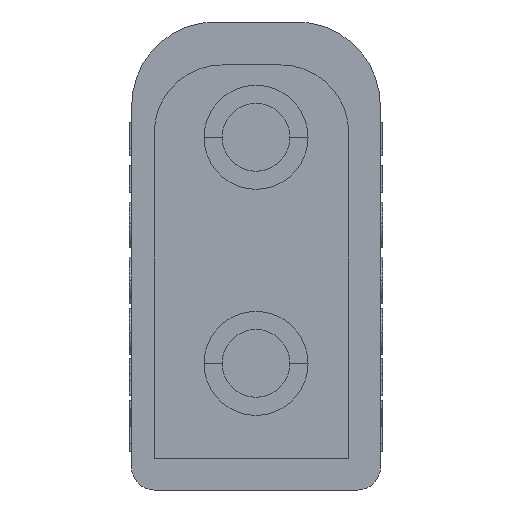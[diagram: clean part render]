
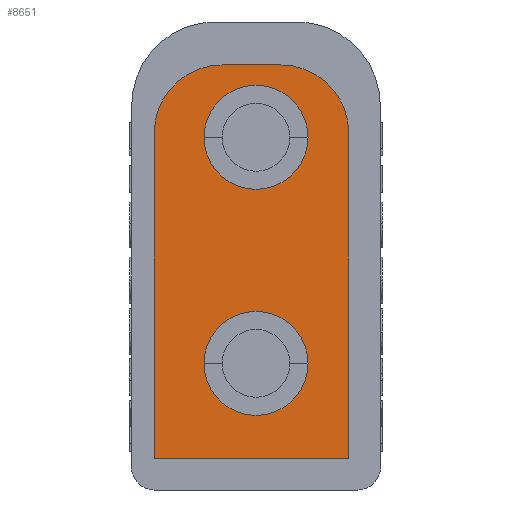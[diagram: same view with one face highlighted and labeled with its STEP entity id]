
A CAD part, front view. The second image highlights one B-rep face of the part: STEP entity #8651.
In plain terms, the highlighted planar face has unit normal (0, -1, 0).
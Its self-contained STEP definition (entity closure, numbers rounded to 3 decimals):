
#500 = EDGE_CURVE ( 'NONE', #7933, #7259, #8675, .T. ) ;
#723 = VERTEX_POINT ( 'NONE', #3582 ) ;
#792 = DIRECTION ( 'NONE',  ( 0., 0., 1. ) ) ;
#804 = EDGE_LOOP ( 'NONE', ( #10411, #5132 ) ) ;
#1057 = AXIS2_PLACEMENT_3D ( 'NONE', #8386, #5894, #792 ) ;
#1194 = EDGE_LOOP ( 'NONE', ( #3268, #9238, #8960, #10637, #3530, #4846 ) ) ;
#1205 = VERTEX_POINT ( 'NONE', #8044 ) ;
#1392 = CARTESIAN_POINT ( 'NONE',  ( 1.85, 1., -0.8 ) ) ;
#1437 = CARTESIAN_POINT ( 'NONE',  ( 3.15, 1., -2.3 ) ) ;
#1493 = CARTESIAN_POINT ( 'NONE',  ( 1.85, 1., -0.8 ) ) ;
#1540 = VECTOR ( 'NONE', #6713, 1000. ) ;
#2117 = DIRECTION ( 'NONE',  ( 0., 0., 1. ) ) ;
#2174 = EDGE_CURVE ( 'NONE', #7259, #7933, #7644, .T. ) ;
#2212 = DIRECTION ( 'NONE',  ( 0., -1., 0. ) ) ;
#2516 = DIRECTION ( 'NONE',  ( 0., 1., 0. ) ) ;
#2957 = CARTESIAN_POINT ( 'NONE',  ( 2.6, 1., -8.55 ) ) ;
#2998 = ORIENTED_EDGE ( 'NONE', *, *, #500, .T. ) ;
#3268 = ORIENTED_EDGE ( 'NONE', *, *, #6760, .T. ) ;
#3429 = LINE ( 'NONE', #4989, #1540 ) ;
#3530 = ORIENTED_EDGE ( 'NONE', *, *, #10882, .T. ) ;
#3582 = CARTESIAN_POINT ( 'NONE',  ( 2.6, 1., -3.55 ) ) ;
#3677 = AXIS2_PLACEMENT_3D ( 'NONE', #5727, #9383, #7729 ) ;
#3708 = CARTESIAN_POINT ( 'NONE',  ( 0.35, 1., -9.5 ) ) ;
#3776 = CARTESIAN_POINT ( 'NONE',  ( 2.6, 1., -2.4 ) ) ;
#4114 = CARTESIAN_POINT ( 'NONE',  ( 2.6, 1., -7.4 ) ) ;
#4465 = CARTESIAN_POINT ( 'NONE',  ( 0.35, 1., -2.3 ) ) ;
#4625 = VECTOR ( 'NONE', #9469, 1000. ) ;
#4846 = ORIENTED_EDGE ( 'NONE', *, *, #8318, .T. ) ;
#4930 = CARTESIAN_POINT ( 'NONE',  ( 4.65, 1., -9.5 ) ) ;
#4966 = VECTOR ( 'NONE', #10627, 1000. ) ;
#4989 = CARTESIAN_POINT ( 'NONE',  ( 4.65, 1., -9.5 ) ) ;
#5036 = CARTESIAN_POINT ( 'NONE',  ( 2.6, 1., -7.4 ) ) ;
#5132 = ORIENTED_EDGE ( 'NONE', *, *, #9593, .T. ) ;
#5187 = ORIENTED_EDGE ( 'NONE', *, *, #2174, .T. ) ;
#5500 = LINE ( 'NONE', #1493, #10914 ) ;
#5507 = AXIS2_PLACEMENT_3D ( 'NONE', #3776, #10531, #2117 ) ;
#5727 = CARTESIAN_POINT ( 'NONE',  ( 1.85, 1., -2.3 ) ) ;
#5829 = FACE_BOUND ( 'NONE', #804, .T. ) ;
#5894 = DIRECTION ( 'NONE',  ( 0., 1., 0. ) ) ;
#5948 = FACE_OUTER_BOUND ( 'NONE', #1194, .T. ) ;
#6208 = LINE ( 'NONE', #10455, #4625 ) ;
#6419 = CARTESIAN_POINT ( 'NONE',  ( 4.65, 1., -2.3 ) ) ;
#6458 = CARTESIAN_POINT ( 'NONE',  ( 3.15, 1., -0.8 ) ) ;
#6553 = EDGE_CURVE ( 'NONE', #1205, #723, #10286, .T. ) ;
#6669 = PLANE ( 'NONE',  #7612 ) ;
#6713 = DIRECTION ( 'NONE',  ( 0., 0., 1. ) ) ;
#6760 = EDGE_CURVE ( 'NONE', #8990, #6844, #6208, .T. ) ;
#6817 = DIRECTION ( 'NONE',  ( 0., 1., 0. ) ) ;
#6844 = VERTEX_POINT ( 'NONE', #9893 ) ;
#6862 = VERTEX_POINT ( 'NONE', #6419 ) ;
#7188 = VERTEX_POINT ( 'NONE', #6458 ) ;
#7259 = VERTEX_POINT ( 'NONE', #2957 ) ;
#7322 = DIRECTION ( 'NONE',  ( 0., 0., 1. ) ) ;
#7611 = DIRECTION ( 'NONE',  ( 0., 0., 1. ) ) ;
#7612 = AXIS2_PLACEMENT_3D ( 'NONE', #8438, #9315, #7611 ) ;
#7620 = EDGE_CURVE ( 'NONE', #6844, #7693, #10408, .T. ) ;
#7644 = CIRCLE ( 'NONE', #10763, 1.15 ) ;
#7693 = VERTEX_POINT ( 'NONE', #4930 ) ;
#7699 = EDGE_CURVE ( 'NONE', #6862, #7188, #9564, .T. ) ;
#7729 = DIRECTION ( 'NONE',  ( 0., 0., 1. ) ) ;
#7933 = VERTEX_POINT ( 'NONE', #10773 ) ;
#8002 = DIRECTION ( 'NONE',  ( -1., 0., 0. ) ) ;
#8044 = CARTESIAN_POINT ( 'NONE',  ( 2.6, 1., -1.25 ) ) ;
#8251 = VERTEX_POINT ( 'NONE', #1392 ) ;
#8292 = CIRCLE ( 'NONE', #3677, 1.5 ) ;
#8318 = EDGE_CURVE ( 'NONE', #8251, #8990, #8292, .T. ) ;
#8386 = CARTESIAN_POINT ( 'NONE',  ( 2.6, 1., -2.4 ) ) ;
#8423 = DIRECTION ( 'NONE',  ( 0., 0., 1. ) ) ;
#8438 = CARTESIAN_POINT ( 'NONE',  ( 1.85, 1., -2.3 ) ) ;
#8651 = ADVANCED_FACE ( 'NONE', ( #9150, #5829, #5948 ), #6669, .F. ) ;
#8675 = CIRCLE ( 'NONE', #10595, 1.15 ) ;
#8960 = ORIENTED_EDGE ( 'NONE', *, *, #10921, .T. ) ;
#8990 = VERTEX_POINT ( 'NONE', #4465 ) ;
#9103 = DIRECTION ( 'NONE',  ( 0., 0., 1. ) ) ;
#9150 = FACE_BOUND ( 'NONE', #10845, .T. ) ;
#9238 = ORIENTED_EDGE ( 'NONE', *, *, #7620, .T. ) ;
#9315 = DIRECTION ( 'NONE',  ( 0., 1., 0. ) ) ;
#9383 = DIRECTION ( 'NONE',  ( 0., -1., 0. ) ) ;
#9469 = DIRECTION ( 'NONE',  ( 0., 0., -1. ) ) ;
#9564 = CIRCLE ( 'NONE', #10749, 1.5 ) ;
#9593 = EDGE_CURVE ( 'NONE', #723, #1205, #10243, .T. ) ;
#9893 = CARTESIAN_POINT ( 'NONE',  ( 0.35, 1., -9.5 ) ) ;
#10243 = CIRCLE ( 'NONE', #1057, 1.15 ) ;
#10286 = CIRCLE ( 'NONE', #5507, 1.15 ) ;
#10408 = LINE ( 'NONE', #3708, #4966 ) ;
#10411 = ORIENTED_EDGE ( 'NONE', *, *, #6553, .T. ) ;
#10455 = CARTESIAN_POINT ( 'NONE',  ( 0.35, 1., -9.5 ) ) ;
#10531 = DIRECTION ( 'NONE',  ( 0., 1., 0. ) ) ;
#10595 = AXIS2_PLACEMENT_3D ( 'NONE', #5036, #6817, #8423 ) ;
#10627 = DIRECTION ( 'NONE',  ( 1., 0., 0. ) ) ;
#10637 = ORIENTED_EDGE ( 'NONE', *, *, #7699, .T. ) ;
#10749 = AXIS2_PLACEMENT_3D ( 'NONE', #1437, #2212, #7322 ) ;
#10763 = AXIS2_PLACEMENT_3D ( 'NONE', #4114, #2516, #9103 ) ;
#10773 = CARTESIAN_POINT ( 'NONE',  ( 2.6, 1., -6.25 ) ) ;
#10845 = EDGE_LOOP ( 'NONE', ( #2998, #5187 ) ) ;
#10882 = EDGE_CURVE ( 'NONE', #7188, #8251, #5500, .T. ) ;
#10914 = VECTOR ( 'NONE', #8002, 1000. ) ;
#10921 = EDGE_CURVE ( 'NONE', #7693, #6862, #3429, .T. ) ;
